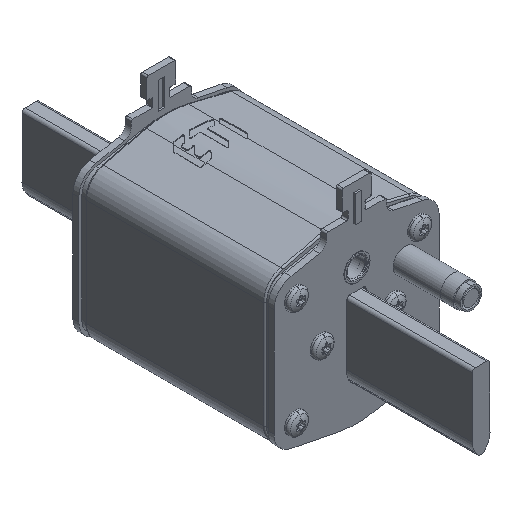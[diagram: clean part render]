
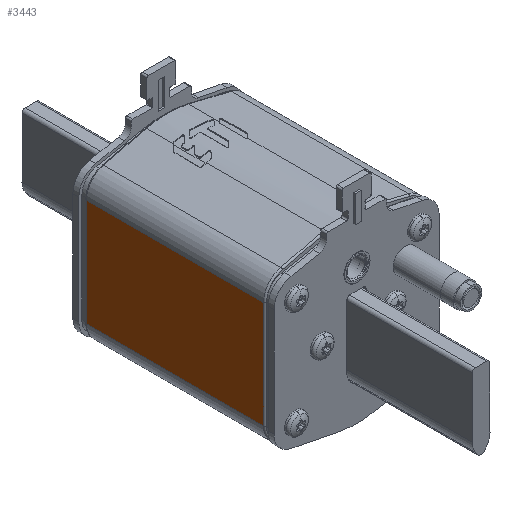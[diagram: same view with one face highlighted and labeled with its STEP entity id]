
A CAD part, isometric view. The second image highlights one B-rep face of the part: STEP entity #3443.
In plain terms, the highlighted face is planar.
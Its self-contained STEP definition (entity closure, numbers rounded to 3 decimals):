
#1149=DIRECTION('',(1.,0.,0.));
#1150=VECTOR('',#1149,59.);
#1151=CARTESIAN_POINT('',(-29.5,-27.,-17.813));
#1152=LINE('',#1151,#1150);
#1164=DIRECTION('',(0.,0.,1.));
#1165=VECTOR('',#1164,35.626);
#1166=CARTESIAN_POINT('',(-29.5,-27.,-17.813));
#1167=LINE('',#1166,#1165);
#1171=DIRECTION('',(1.,0.,0.));
#1172=VECTOR('',#1171,59.);
#1173=CARTESIAN_POINT('',(-29.5,-27.,17.813));
#1174=LINE('',#1173,#1172);
#1178=DIRECTION('',(0.,0.,-1.));
#1179=VECTOR('',#1178,35.626);
#1180=CARTESIAN_POINT('',(29.5,-27.,17.813));
#1181=LINE('',#1180,#1179);
#2631=CARTESIAN_POINT('',(-29.5,-27.,-17.813));
#2632=VERTEX_POINT('',#2631);
#2635=CARTESIAN_POINT('',(-29.5,-27.,17.813));
#2636=VERTEX_POINT('',#2635);
#2679=CARTESIAN_POINT('',(29.5,-27.,17.813));
#2680=VERTEX_POINT('',#2679);
#2683=CARTESIAN_POINT('',(29.5,-27.,-17.813));
#2684=VERTEX_POINT('',#2683);
#3430=CARTESIAN_POINT('',(-30.,-27.,17.813));
#3431=DIRECTION('',(0.,-1.,0.));
#3432=DIRECTION('',(0.,0.,-1.));
#3433=AXIS2_PLACEMENT_3D('',#3430,#3431,#3432);
#3434=PLANE('',#3433);
#3435=ORIENTED_EDGE('',*,*,#3023,.T.);
#3437=ORIENTED_EDGE('',*,*,#3436,.T.);
#3439=ORIENTED_EDGE('',*,*,#3438,.T.);
#3440=ORIENTED_EDGE('',*,*,#3415,.F.);
#3441=EDGE_LOOP('',(#3435,#3437,#3439,#3440));
#3442=FACE_OUTER_BOUND('',#3441,.F.);
#3023=EDGE_CURVE('',#2632,#2636,#1167,.T.);
#3415=EDGE_CURVE('',#2632,#2684,#1152,.T.);
#3436=EDGE_CURVE('',#2636,#2680,#1174,.T.);
#3438=EDGE_CURVE('',#2680,#2684,#1181,.T.);
#3443=ADVANCED_FACE('',(#3442),#3434,.T.);
